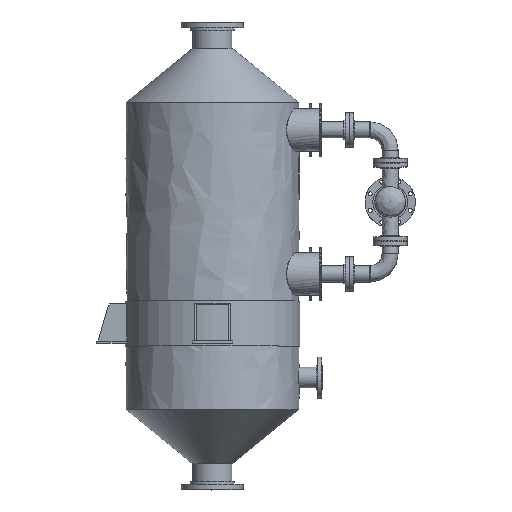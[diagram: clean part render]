
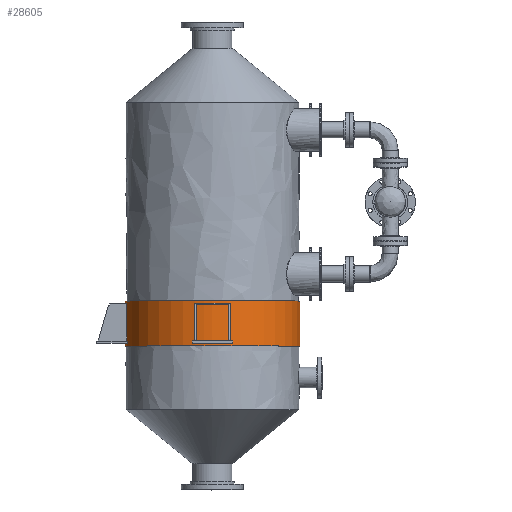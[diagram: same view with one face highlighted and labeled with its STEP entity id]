
A CAD part, top view. The second image highlights one B-rep face of the part: STEP entity #28605.
In plain terms, the highlighted free-form (B-spline) face has degree [2, 1] with [9, 2] control points.
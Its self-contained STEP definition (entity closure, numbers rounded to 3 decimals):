
#28541 = EDGE_CURVE('',#28542,#28542,#28544,.T.);
#28542 = VERTEX_POINT('',#28543);
#28543 = CARTESIAN_POINT('',(0.,-208.111,404.368));
#28544 = ( BOUNDED_CURVE() B_SPLINE_CURVE(2,(#28545,#28546,#28547,#28548
    ,#28549,#28550,#28551),.UNSPECIFIED.,.T.,.F.) 
B_SPLINE_CURVE_WITH_KNOTS((1,2,2,2,2,1),(-2.094,0.,
    2.094,4.189,6.283,8.378),
.UNSPECIFIED.) CURVE() GEOMETRIC_REPRESENTATION_ITEM() 
RATIONAL_B_SPLINE_CURVE((1.,0.5,1.,0.5,1.,0.5,1.)) REPRESENTATION_ITEM(
  '') );
#28545 = CARTESIAN_POINT('',(0.,-208.111,404.368));
#28546 = CARTESIAN_POINT('',(700.386,-208.111,
    404.368));
#28547 = CARTESIAN_POINT('',(350.193,-208.111,
    -202.184));
#28548 = CARTESIAN_POINT('',(0.,-208.111,
    -808.736));
#28549 = CARTESIAN_POINT('',(-350.193,-208.111,
    -202.184));
#28550 = CARTESIAN_POINT('',(-700.386,-208.111,
    404.368));
#28551 = CARTESIAN_POINT('',(0.,-208.111,404.368));
#28575 = EDGE_CURVE('',#28576,#28576,#28578,.T.);
#28576 = VERTEX_POINT('',#28577);
#28577 = CARTESIAN_POINT('',(0.,-416.222,404.368));
#28578 = ( BOUNDED_CURVE() B_SPLINE_CURVE(2,(#28579,#28580,#28581,#28582
    ,#28583,#28584,#28585),.UNSPECIFIED.,.T.,.F.) 
B_SPLINE_CURVE_WITH_KNOTS((1,2,2,2,2,1),(-2.094,0.,
    2.094,4.189,6.283,8.378),
.UNSPECIFIED.) CURVE() GEOMETRIC_REPRESENTATION_ITEM() 
RATIONAL_B_SPLINE_CURVE((1.,0.5,1.,0.5,1.,0.5,1.)) REPRESENTATION_ITEM(
  '') );
#28579 = CARTESIAN_POINT('',(0.,-416.222,404.368));
#28580 = CARTESIAN_POINT('',(700.386,-416.222,
    404.368));
#28581 = CARTESIAN_POINT('',(350.193,-416.222,
    -202.184));
#28582 = CARTESIAN_POINT('',(0.,-416.222,
    -808.736));
#28583 = CARTESIAN_POINT('',(-350.193,-416.222,
    -202.184));
#28584 = CARTESIAN_POINT('',(-700.386,-416.222,
    404.368));
#28585 = CARTESIAN_POINT('',(0.,-416.222,404.368));
#28605 = ADVANCED_FACE('',(#28606),#28616,.T.);
#28606 = FACE_BOUND('',#28607,.T.);
#28607 = EDGE_LOOP('',(#28608,#28609,#28614,#28615));
#28608 = ORIENTED_EDGE('',*,*,#28541,.F.);
#28609 = ORIENTED_EDGE('',*,*,#28610,.T.);
#28610 = EDGE_CURVE('',#28542,#28576,#28611,.T.);
#28611 = B_SPLINE_CURVE_WITH_KNOTS('',1,(#28612,#28613),.UNSPECIFIED.,
  .F.,.F.,(2,2),(0.,250.),.PIECEWISE_BEZIER_KNOTS.);
#28612 = CARTESIAN_POINT('',(0.,-208.111,
    404.368));
#28613 = CARTESIAN_POINT('',(0.,-416.222,
    404.368));
#28614 = ORIENTED_EDGE('',*,*,#28575,.T.);
#28615 = ORIENTED_EDGE('',*,*,#28610,.F.);
#28616 = ( BOUNDED_SURFACE() B_SPLINE_SURFACE(2,1,(
    (#28617,#28618)
    ,(#28619,#28620)
    ,(#28621,#28622)
    ,(#28623,#28624)
    ,(#28625,#28626)
    ,(#28627,#28628)
    ,(#28629,#28630)
    ,(#28631,#28632)
    ,(#28633,#28634
)),.UNSPECIFIED.,.T.,.F.,.F.) B_SPLINE_SURFACE_WITH_KNOTS((3,2,2,2,3),(2
    ,2),(3.142,4.189,6.283,8.378,
    9.425),(0.,250.),.UNSPECIFIED.) 
GEOMETRIC_REPRESENTATION_ITEM() RATIONAL_B_SPLINE_SURFACE((
    (0.75,0.75)
    ,(0.75,0.75)
    ,(1.,1.)
    ,(0.5,0.5)
    ,(1.,1.)
    ,(0.5,0.5)
    ,(1.,1.)
    ,(0.75,0.75)
,(0.75,0.75))) REPRESENTATION_ITEM('') SURFACE() );
#28617 = CARTESIAN_POINT('',(0.,-208.111,
    404.368));
#28618 = CARTESIAN_POINT('',(0.,-416.222,
    404.368));
#28619 = CARTESIAN_POINT('',(-233.462,-208.111,
    404.368));
#28620 = CARTESIAN_POINT('',(-233.462,-416.222,
    404.368));
#28621 = CARTESIAN_POINT('',(-350.193,-208.111,
    202.184));
#28622 = CARTESIAN_POINT('',(-350.193,-416.222,
    202.184));
#28623 = CARTESIAN_POINT('',(-700.386,-208.111,
    -404.368));
#28624 = CARTESIAN_POINT('',(-700.386,-416.222,
    -404.368));
#28625 = CARTESIAN_POINT('',(0.,-208.111,-404.368));
#28626 = CARTESIAN_POINT('',(0.,-416.222,-404.368));
#28627 = CARTESIAN_POINT('',(700.386,-208.111,
    -404.368));
#28628 = CARTESIAN_POINT('',(700.386,-416.222,
    -404.368));
#28629 = CARTESIAN_POINT('',(350.193,-208.111,
    202.184));
#28630 = CARTESIAN_POINT('',(350.193,-416.222,
    202.184));
#28631 = CARTESIAN_POINT('',(233.462,-208.111,
    404.368));
#28632 = CARTESIAN_POINT('',(233.462,-416.222,
    404.368));
#28633 = CARTESIAN_POINT('',(0.,-208.111,
    404.368));
#28634 = CARTESIAN_POINT('',(0.,-416.222,
    404.368));
